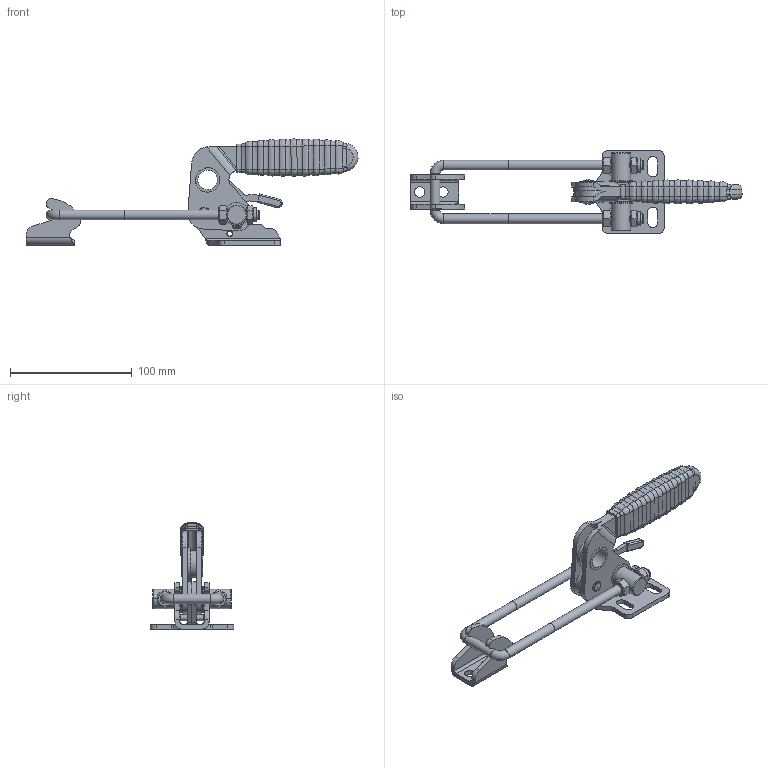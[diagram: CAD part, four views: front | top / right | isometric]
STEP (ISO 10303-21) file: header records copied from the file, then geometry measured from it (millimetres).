
FILE_DESCRIPTION(/* description */ (''),/* implementation_level */ '2;1');
FILE_NAME(/* name */ 'HC27H-SL.stp',/* time_stamp */ '2019-09-18T09:52:58+01:00',/* author */ ('Carl'),/* organization */ (''),/* preprocessor_version */ 'ST-DEVELOPER v17',/* originating_system */ 'Autodesk Inventor 2018',/* authorisation */ '');
FILE_SCHEMA (('AUTOMOTIVE_DESIGN { 1 0 10303 214 3 1 1 }'));
Length unit declared in the file: millimetre
Products named in the file (6): HC27H-SL; HC27H-SL_1; HC27H-SL_1_1; HC27H-SL_2; HC27H-SL_3; HC27H-SL_4
Assembly tree (5 placements, depth 2):
  HC27H-SL
    HC27H-SL_1
    HC27H-SL_1_1
    HC27H-SL_2
    HC27H-SL_3
    HC27H-SL_4
Bounding box: 272.22 x 68.44 x 86.93 mm (x, y, z)
Volume: 129268.7 mm3; surface area: 59658.6 mm2
Topology: 9 solids, 11 shells, 500 faces, 1247 edges, 775 vertices
Faces by surface type: cylinder 228, plane 150, bspline 56, torus 46, cone 18, sphere 2
Full cylindrical faces by diameter (mm): 1.7 x4, 7.99 x2, 8 x10, 8.3 x2, 8.5 x2, 11.6 x2, 15.2 x2, 16 x4, 20 x2, 22 x1
Entity records: 17031 total; most frequent: CARTESIAN_POINT 4533, DIRECTION 2643, ORIENTED_EDGE 2506, EDGE_CURVE 1253, AXIS2_PLACEMENT_3D 1051, VERTEX_POINT 783, CIRCLE 582, EDGE_LOOP 554
